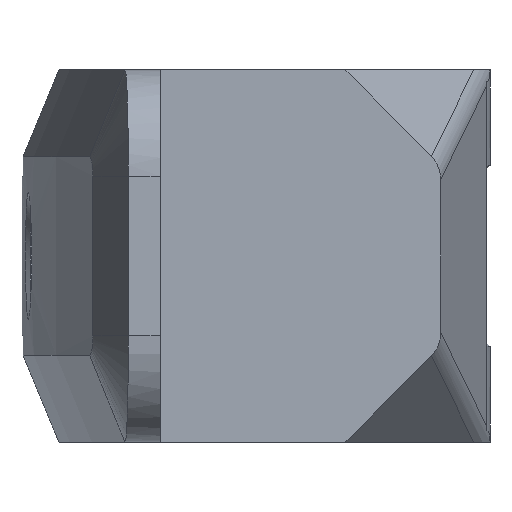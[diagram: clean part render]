
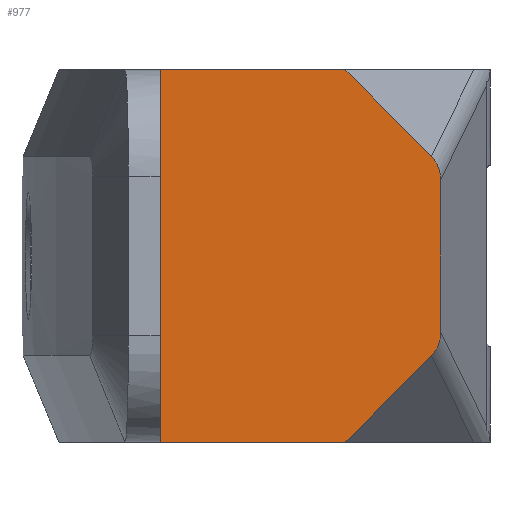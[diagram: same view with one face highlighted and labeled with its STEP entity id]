
A CAD part, front view. The second image highlights one B-rep face of the part: STEP entity #977.
In plain terms, the highlighted planar face has unit normal (0, -1, 0).
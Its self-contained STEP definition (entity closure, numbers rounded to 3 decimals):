
#21 = CARTESIAN_POINT ( 'NONE',  ( 2.683, -18., 13. ) ) ;
#80 = CARTESIAN_POINT ( 'NONE',  ( 0., -18., 0. ) ) ;
#92 = LINE ( 'NONE', #1459, #745 ) ;
#232 = VERTEX_POINT ( 'NONE', #1812 ) ;
#250 = VECTOR ( 'NONE', #1321, 1000. ) ;
#368 = DIRECTION ( 'NONE',  ( 0., 0., 1. ) ) ;
#376 = CARTESIAN_POINT ( 'NONE',  ( -1.817, -18., 17.5 ) ) ;
#460 = LINE ( 'NONE', #1477, #1881 ) ;
#486 =( BOUNDED_CURVE ( )  B_SPLINE_CURVE ( 3, ( #2738, #1311, #1675, #1999 ),
 .UNSPECIFIED., .F., .F. ) 
 B_SPLINE_CURVE_WITH_KNOTS ( ( 4, 4 ),
 ( 2.059, 2.836 ),
 .UNSPECIFIED. ) 
 CURVE ( )  GEOMETRIC_REPRESENTATION_ITEM ( )  RATIONAL_B_SPLINE_CURVE ( ( 1., 0.95, 0.95, 1. ) ) 
 REPRESENTATION_ITEM ( '' )  );
#518 = FACE_OUTER_BOUND ( 'NONE', #1914, .T. ) ;
#624 = EDGE_CURVE ( 'NONE', #1009, #232, #486, .T. ) ;
#745 = VECTOR ( 'NONE', #2859, 1000. ) ;
#746 = DIRECTION ( 'NONE',  ( 0., 0., -1. ) ) ;
#767 = CARTESIAN_POINT ( 'NONE',  ( -10.5, -18., 0. ) ) ;
#829 = ORIENTED_EDGE ( 'NONE', *, *, #2661, .T. ) ;
#877 = ORIENTED_EDGE ( 'NONE', *, *, #2414, .T. ) ;
#977 = ADVANCED_FACE ( 'NONE', ( #518 ), #3111, .F. ) ;
#1009 = VERTEX_POINT ( 'NONE', #2221 ) ;
#1119 = VERTEX_POINT ( 'NONE', #3951 ) ;
#1178 = CARTESIAN_POINT ( 'NONE',  ( 2.246, -18., 4.063 ) ) ;
#1220 = ORIENTED_EDGE ( 'NONE', *, *, #3439, .T. ) ;
#1277 = VERTEX_POINT ( 'NONE', #4104 ) ;
#1311 = CARTESIAN_POINT ( 'NONE',  ( 2.683, -18., 12.771 ) ) ;
#1321 = DIRECTION ( 'NONE',  ( 1., 0., 0. ) ) ;
#1344 = CARTESIAN_POINT ( 'NONE',  ( 2.53, -18., 4.347 ) ) ;
#1418 = DIRECTION ( 'NONE',  ( 0., 1., 0. ) ) ;
#1457 = VECTOR ( 'NONE', #3082, 1000. ) ;
#1459 = CARTESIAN_POINT ( 'NONE',  ( 2.683, -18., 4.5 ) ) ;
#1477 = CARTESIAN_POINT ( 'NONE',  ( -10.5, -18., 17.5 ) ) ;
#1517 = AXIS2_PLACEMENT_3D ( 'NONE', #80, #1418, #2776 ) ;
#1646 = ORIENTED_EDGE ( 'NONE', *, *, #2265, .T. ) ;
#1675 = CARTESIAN_POINT ( 'NONE',  ( 2.53, -18., 13.153 ) ) ;
#1683 = EDGE_CURVE ( 'NONE', #1277, #3056, #92, .T. ) ;
#1686 = CARTESIAN_POINT ( 'NONE',  ( -1.817, -18., 0. ) ) ;
#1750 = CARTESIAN_POINT ( 'NONE',  ( -10.5, -18., 0. ) ) ;
#1812 = CARTESIAN_POINT ( 'NONE',  ( 2.246, -18., 13.437 ) ) ;
#1881 = VECTOR ( 'NONE', #3102, 1000. ) ;
#1914 = EDGE_LOOP ( 'NONE', ( #2400, #2223, #829, #3422, #1220, #877, #3346, #1646 ) ) ;
#1945 = CARTESIAN_POINT ( 'NONE',  ( 2.683, -18., 5.154 ) ) ;
#1983 =( BOUNDED_CURVE ( )  B_SPLINE_CURVE ( 3, ( #3038, #1344, #3414, #3396 ),
 .UNSPECIFIED., .F., .F. ) 
 B_SPLINE_CURVE_WITH_KNOTS ( ( 4, 4 ),
 ( 0.306, 1.083 ),
 .UNSPECIFIED. ) 
 CURVE ( )  GEOMETRIC_REPRESENTATION_ITEM ( )  RATIONAL_B_SPLINE_CURVE ( ( 1., 0.95, 0.95, 1. ) ) 
 REPRESENTATION_ITEM ( '' )  );
#1999 = CARTESIAN_POINT ( 'NONE',  ( 2.246, -18., 13.437 ) ) ;
#2130 = VERTEX_POINT ( 'NONE', #1945 ) ;
#2221 = CARTESIAN_POINT ( 'NONE',  ( 2.683, -18., 12.346 ) ) ;
#2223 = ORIENTED_EDGE ( 'NONE', *, *, #3271, .T. ) ;
#2265 = EDGE_CURVE ( 'NONE', #2333, #1277, #4338, .T. ) ;
#2333 = VERTEX_POINT ( 'NONE', #1750 ) ;
#2350 = CARTESIAN_POINT ( 'NONE',  ( -1.817, -18., 17.5 ) ) ;
#2400 = ORIENTED_EDGE ( 'NONE', *, *, #1683, .T. ) ;
#2401 = LINE ( 'NONE', #376, #1457 ) ;
#2414 = EDGE_CURVE ( 'NONE', #3376, #1119, #460, .T. ) ;
#2482 = LINE ( 'NONE', #767, #4084 ) ;
#2661 = EDGE_CURVE ( 'NONE', #2130, #1009, #4026, .T. ) ;
#2738 = CARTESIAN_POINT ( 'NONE',  ( 2.683, -18., 12.346 ) ) ;
#2776 = DIRECTION ( 'NONE',  ( 0., 0., 1. ) ) ;
#2859 = DIRECTION ( 'NONE',  ( 0.707, 0., 0.707 ) ) ;
#3038 = CARTESIAN_POINT ( 'NONE',  ( 2.246, -18., 4.063 ) ) ;
#3056 = VERTEX_POINT ( 'NONE', #1178 ) ;
#3082 = DIRECTION ( 'NONE',  ( -0.707, 0., 0.707 ) ) ;
#3102 = DIRECTION ( 'NONE',  ( -1., 0., 0. ) ) ;
#3111 = PLANE ( 'NONE',  #1517 ) ;
#3271 = EDGE_CURVE ( 'NONE', #3056, #2130, #1983, .T. ) ;
#3346 = ORIENTED_EDGE ( 'NONE', *, *, #3708, .T. ) ;
#3376 = VERTEX_POINT ( 'NONE', #2350 ) ;
#3396 = CARTESIAN_POINT ( 'NONE',  ( 2.683, -18., 5.154 ) ) ;
#3414 = CARTESIAN_POINT ( 'NONE',  ( 2.683, -18., 4.729 ) ) ;
#3422 = ORIENTED_EDGE ( 'NONE', *, *, #624, .T. ) ;
#3439 = EDGE_CURVE ( 'NONE', #232, #3376, #2401, .T. ) ;
#3708 = EDGE_CURVE ( 'NONE', #1119, #2333, #2482, .T. ) ;
#3951 = CARTESIAN_POINT ( 'NONE',  ( -10.5, -18., 17.5 ) ) ;
#4026 = LINE ( 'NONE', #21, #4220 ) ;
#4084 = VECTOR ( 'NONE', #746, 1000. ) ;
#4104 = CARTESIAN_POINT ( 'NONE',  ( -1.817, -18., 0. ) ) ;
#4220 = VECTOR ( 'NONE', #368, 1000. ) ;
#4338 = LINE ( 'NONE', #1686, #250 ) ;
